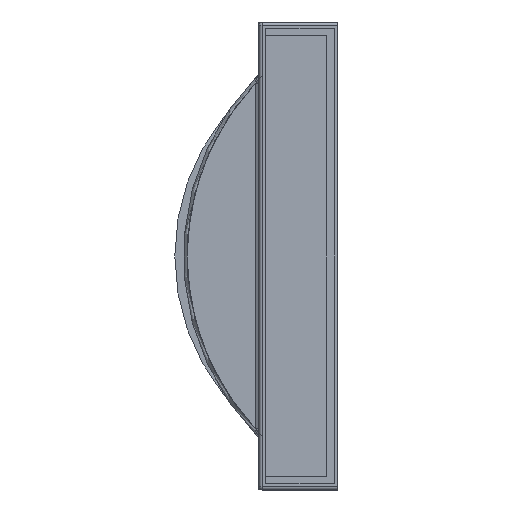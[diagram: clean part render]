
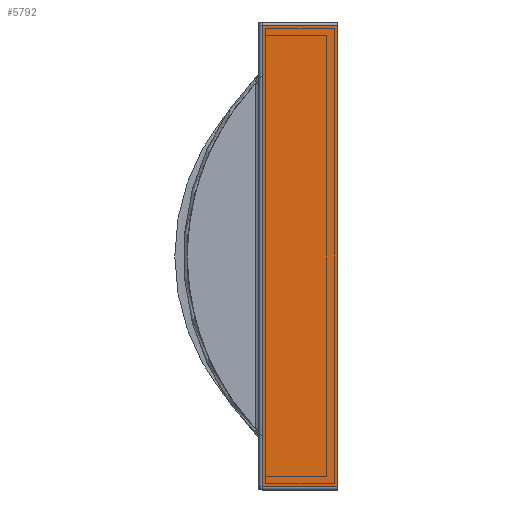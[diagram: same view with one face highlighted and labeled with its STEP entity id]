
A CAD part, left-side view. The second image highlights one B-rep face of the part: STEP entity #5792.
In plain terms, the highlighted planar face has unit normal (-1, 0, 0).
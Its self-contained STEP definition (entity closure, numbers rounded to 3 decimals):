
#500 = EDGE_CURVE ( 'NONE', #6349, #16213, #4655, .T. ) ;
#704 = LINE ( 'NONE', #8566, #3784 ) ;
#981 = ORIENTED_EDGE ( 'NONE', *, *, #1531, .T. ) ;
#1143 = VECTOR ( 'NONE', #5078, 1000. ) ;
#1531 = EDGE_CURVE ( 'NONE', #13780, #6349, #6710, .T. ) ;
#1562 = CARTESIAN_POINT ( 'NONE',  ( -623., 0., 0. ) ) ;
#1620 = FACE_OUTER_BOUND ( 'NONE', #3624, .T. ) ;
#1939 = CARTESIAN_POINT ( 'NONE',  ( -623., 0., 66. ) ) ;
#3161 = DIRECTION ( 'NONE',  ( 0., 0., 1. ) ) ;
#3624 = EDGE_LOOP ( 'NONE', ( #5516, #6714, #5492, #981 ) ) ;
#3784 = VECTOR ( 'NONE', #4717, 1000. ) ;
#3919 = LINE ( 'NONE', #5275, #11253 ) ;
#4220 = PLANE ( 'NONE',  #10605 ) ;
#4609 = EDGE_CURVE ( 'NONE', #16213, #9919, #3919, .T. ) ;
#4655 = LINE ( 'NONE', #1939, #1143 ) ;
#4717 = DIRECTION ( 'NONE',  ( 0., -1., 0. ) ) ;
#4993 = CARTESIAN_POINT ( 'NONE',  ( -623., 0., -66. ) ) ;
#5078 = DIRECTION ( 'NONE',  ( 0., 1., 0. ) ) ;
#5275 = CARTESIAN_POINT ( 'NONE',  ( -623., 21.5, 0. ) ) ;
#5492 = ORIENTED_EDGE ( 'NONE', *, *, #14160, .T. ) ;
#5516 = ORIENTED_EDGE ( 'NONE', *, *, #500, .T. ) ;
#5536 = DIRECTION ( 'NONE',  ( 0., 0., -1. ) ) ;
#5792 = ADVANCED_FACE ( 'NONE', ( #1620 ), #4220, .F. ) ;
#6349 = VERTEX_POINT ( 'NONE', #6643 ) ;
#6643 = CARTESIAN_POINT ( 'NONE',  ( -623., 0., 66. ) ) ;
#6710 = LINE ( 'NONE', #8184, #9763 ) ;
#6714 = ORIENTED_EDGE ( 'NONE', *, *, #4609, .T. ) ;
#8184 = CARTESIAN_POINT ( 'NONE',  ( -623., 0., 67. ) ) ;
#8566 = CARTESIAN_POINT ( 'NONE',  ( -623., 0., -66. ) ) ;
#8577 = CARTESIAN_POINT ( 'NONE',  ( -623., 21.5, -66. ) ) ;
#9763 = VECTOR ( 'NONE', #3161, 1000. ) ;
#9919 = VERTEX_POINT ( 'NONE', #8577 ) ;
#10605 = AXIS2_PLACEMENT_3D ( 'NONE', #1562, #13287, #5536 ) ;
#11024 = CARTESIAN_POINT ( 'NONE',  ( -623., 21.5, 66. ) ) ;
#11253 = VECTOR ( 'NONE', #11840, 1000. ) ;
#11840 = DIRECTION ( 'NONE',  ( 0., 0., -1. ) ) ;
#13287 = DIRECTION ( 'NONE',  ( 1., 0., 0. ) ) ;
#13780 = VERTEX_POINT ( 'NONE', #4993 ) ;
#14160 = EDGE_CURVE ( 'NONE', #9919, #13780, #704, .T. ) ;
#16213 = VERTEX_POINT ( 'NONE', #11024 ) ;
